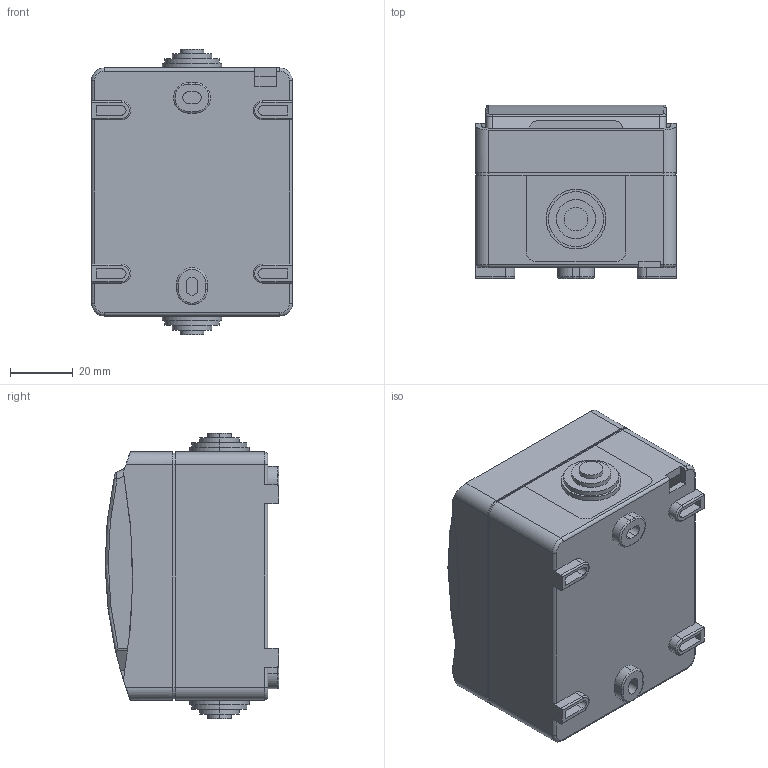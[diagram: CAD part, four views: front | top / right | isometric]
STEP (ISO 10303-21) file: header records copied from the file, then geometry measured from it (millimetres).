
FILE_DESCRIPTION (( 'STEP AP203' ), '1' );
FILE_NAME ('ERS12-K03-16-54-DC ÐÑá20-3-ÔÑð Ðîçåòêà îäíîìåñòíàÿ ñ ç_ê äëÿ îòêðûòîé óñòàíîâêè ÔÎÐÑ IP54 IEK.STEP', '2016-11-14T11:41:26', ( '' ), ( '' ), 'SwSTEP 2.0', 'SolidWorks 2014', '' );
FILE_SCHEMA (( 'CONFIG_CONTROL_DESIGN' ));
Length unit declared in the file: millimetre
Products named in the file (2): ERS12-K03-16-54-DC ÐÑá20-3-ÔÑð Ðîçåòêà îäíîìåñòíàÿ ñ ç_ê äëÿ îòêðûòîé óñòàíîâêè ÔÎÐÑ IP54 IEK
Bounding box: 64 x 55.29 x 91 mm (x, y, z)
Volume: 66789.9 mm3; surface area: 73043 mm2
Topology: 5 solids, 5 shells, 533 faces, 1422 edges, 916 vertices
Faces by surface type: plane 298, cylinder 208, torus 15, sphere 8, bspline 4
Entity records: 17082 total; most frequent: CARTESIAN_POINT 3505, ORIENTED_EDGE 2824, DIRECTION 2801, EDGE_CURVE 1412, LINE 953, VECTOR 953, AXIS2_PLACEMENT_3D 924, VERTEX_POINT 916
